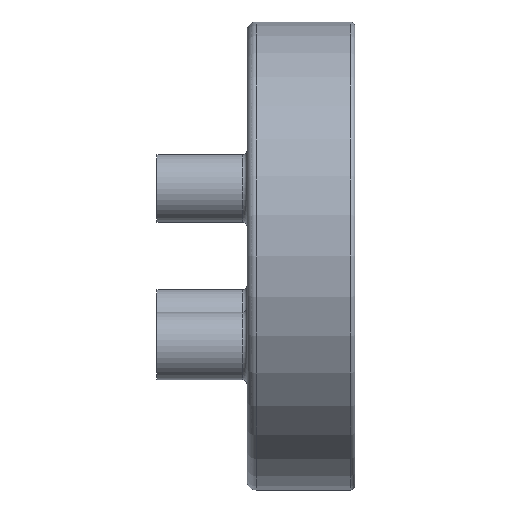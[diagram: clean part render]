
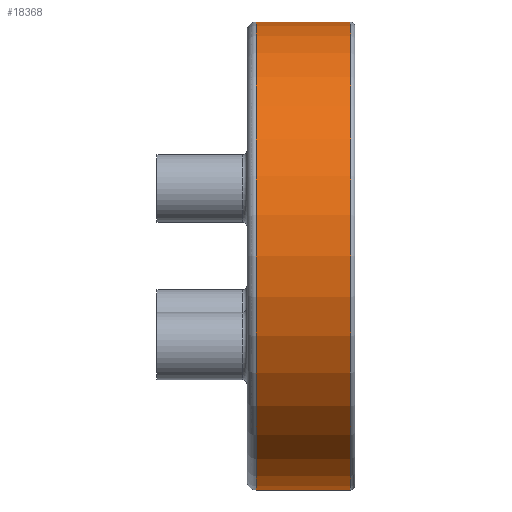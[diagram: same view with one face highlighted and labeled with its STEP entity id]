
A CAD part, left-side view. The second image highlights one B-rep face of the part: STEP entity #18368.
In plain terms, the highlighted cylindrical face has radius 52 mm (diameter 104 mm), a partial arc.
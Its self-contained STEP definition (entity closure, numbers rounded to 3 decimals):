
#270 = DIRECTION ( 'NONE',  ( 0., 0., -1. ) ) ;
#656 = VECTOR ( 'NONE', #7544, 1000. ) ;
#2229 = CARTESIAN_POINT ( 'NONE',  ( 0., 1., 0. ) ) ;
#2811 = LINE ( 'NONE', #7570, #19801 ) ;
#2825 = FACE_OUTER_BOUND ( 'NONE', #11371, .T. ) ;
#3072 = CARTESIAN_POINT ( 'NONE',  ( 0., 22., -52. ) ) ;
#3481 = CARTESIAN_POINT ( 'NONE',  ( 0., 22., 0. ) ) ;
#5481 = DIRECTION ( 'NONE',  ( 0., 1., 0. ) ) ;
#5549 = DIRECTION ( 'NONE',  ( 0., 0., 1. ) ) ;
#7544 = DIRECTION ( 'NONE',  ( 0., 1., 0. ) ) ;
#7570 = CARTESIAN_POINT ( 'NONE',  ( 0., 24., 52. ) ) ;
#7768 = VERTEX_POINT ( 'NONE', #3072 ) ;
#8390 = DIRECTION ( 'NONE',  ( 0., -1., 0. ) ) ;
#8414 = VERTEX_POINT ( 'NONE', #13678 ) ;
#8496 = CIRCLE ( 'NONE', #20819, 52. ) ;
#9077 = DIRECTION ( 'NONE',  ( 0., 1., 0. ) ) ;
#9623 = AXIS2_PLACEMENT_3D ( 'NONE', #3481, #8390, #270 ) ;
#11371 = EDGE_LOOP ( 'NONE', ( #13842, #20233, #11765, #19207 ) ) ;
#11765 = ORIENTED_EDGE ( 'NONE', *, *, #14568, .T. ) ;
#13678 = CARTESIAN_POINT ( 'NONE',  ( 0., 1., -52. ) ) ;
#13842 = ORIENTED_EDGE ( 'NONE', *, *, #16966, .F. ) ;
#14279 = CIRCLE ( 'NONE', #9623, 52. ) ;
#14289 = CARTESIAN_POINT ( 'NONE',  ( 0., 22., 52. ) ) ;
#14465 = EDGE_CURVE ( 'NONE', #8414, #16423, #8496, .T. ) ;
#14568 = EDGE_CURVE ( 'NONE', #16423, #19194, #2811, .T. ) ;
#14648 = DIRECTION ( 'NONE',  ( 0., 0., 1. ) ) ;
#14796 = LINE ( 'NONE', #20453, #656 ) ;
#16423 = VERTEX_POINT ( 'NONE', #18932 ) ;
#16966 = EDGE_CURVE ( 'NONE', #8414, #7768, #14796, .T. ) ;
#17005 = CYLINDRICAL_SURFACE ( 'NONE', #20878, 52. ) ;
#17243 = EDGE_CURVE ( 'NONE', #19194, #7768, #14279, .T. ) ;
#18368 = ADVANCED_FACE ( 'NONE', ( #2825 ), #17005, .T. ) ;
#18932 = CARTESIAN_POINT ( 'NONE',  ( 0., 1., 52. ) ) ;
#19194 = VERTEX_POINT ( 'NONE', #14289 ) ;
#19207 = ORIENTED_EDGE ( 'NONE', *, *, #17243, .T. ) ;
#19601 = CARTESIAN_POINT ( 'NONE',  ( 0., 24., 0. ) ) ;
#19666 = DIRECTION ( 'NONE',  ( 0., 1., 0. ) ) ;
#19801 = VECTOR ( 'NONE', #9077, 1000. ) ;
#20233 = ORIENTED_EDGE ( 'NONE', *, *, #14465, .T. ) ;
#20453 = CARTESIAN_POINT ( 'NONE',  ( 0., 24., -52. ) ) ;
#20819 = AXIS2_PLACEMENT_3D ( 'NONE', #2229, #5481, #5549 ) ;
#20878 = AXIS2_PLACEMENT_3D ( 'NONE', #19601, #19666, #14648 ) ;
